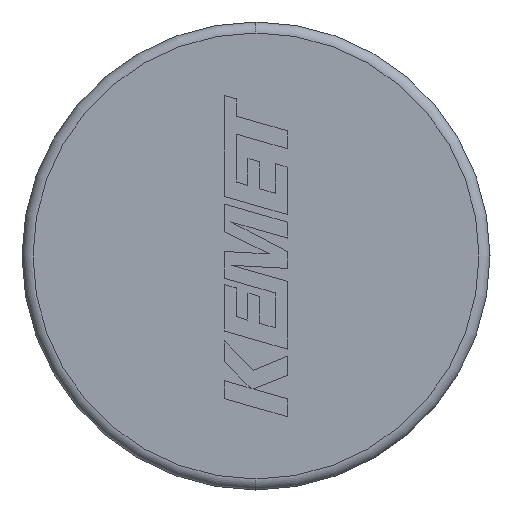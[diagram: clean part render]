
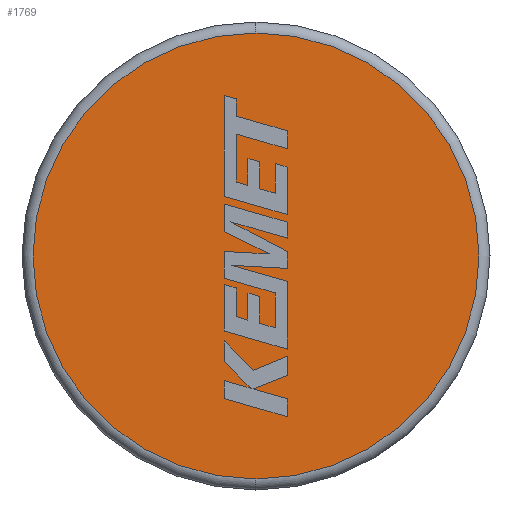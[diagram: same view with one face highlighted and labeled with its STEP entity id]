
A CAD part, left-side view. The second image highlights one B-rep face of the part: STEP entity #1769.
In plain terms, the highlighted planar face has unit normal (-1, 0, 0).
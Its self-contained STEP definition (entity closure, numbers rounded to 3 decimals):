
#12 = VERTEX_POINT ( 'NONE', #1031 ) ;
#449 = AXIS2_PLACEMENT_3D ( 'NONE', #2854, #731, #3116 ) ;
#517 = DIRECTION ( 'NONE',  ( 0., 0., -1. ) ) ;
#663 = CARTESIAN_POINT ( 'NONE',  ( 0., 0., -4.05 ) ) ;
#731 = DIRECTION ( 'NONE',  ( -1., 0., 0. ) ) ;
#771 = DIRECTION ( 'NONE',  ( 1., 0., 0. ) ) ;
#893 = AXIS2_PLACEMENT_3D ( 'NONE', #1522, #771, #1506 ) ;
#937 = EDGE_LOOP ( 'NONE', ( #2330, #3122 ) ) ;
#1031 = CARTESIAN_POINT ( 'NONE',  ( 0., 0., 4.05 ) ) ;
#1034 = CARTESIAN_POINT ( 'NONE',  ( 0., 0., 0. ) ) ;
#1506 = DIRECTION ( 'NONE',  ( 0., 0., -1. ) ) ;
#1522 = CARTESIAN_POINT ( 'NONE',  ( 0., 0., 0. ) ) ;
#1594 = CIRCLE ( 'NONE', #1756, 4.05 ) ;
#1756 = AXIS2_PLACEMENT_3D ( 'NONE', #1034, #1813, #517 ) ;
#1765 = EDGE_CURVE ( 'NONE', #12, #2160, #1594, .T. ) ;
#1769 = ADVANCED_FACE ( 'NONE', ( #3106 ), #2860, .F. ) ;
#1813 = DIRECTION ( 'NONE',  ( -1., 0., 0. ) ) ;
#2160 = VERTEX_POINT ( 'NONE', #663 ) ;
#2314 = CIRCLE ( 'NONE', #449, 4.05 ) ;
#2330 = ORIENTED_EDGE ( 'NONE', *, *, #2677, .T. ) ;
#2677 = EDGE_CURVE ( 'NONE', #2160, #12, #2314, .T. ) ;
#2854 = CARTESIAN_POINT ( 'NONE',  ( 0., 0., 0. ) ) ;
#2860 = PLANE ( 'NONE',  #893 ) ;
#3106 = FACE_OUTER_BOUND ( 'NONE', #937, .T. ) ;
#3116 = DIRECTION ( 'NONE',  ( 0., 0., -1. ) ) ;
#3122 = ORIENTED_EDGE ( 'NONE', *, *, #1765, .T. ) ;
